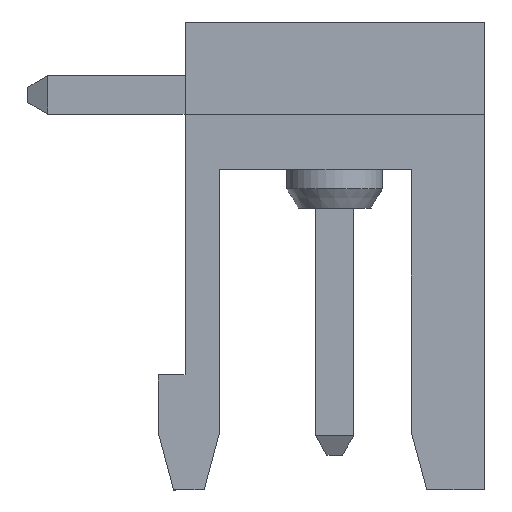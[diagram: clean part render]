
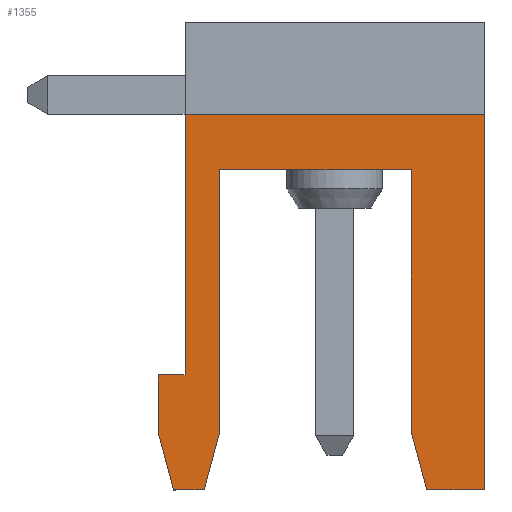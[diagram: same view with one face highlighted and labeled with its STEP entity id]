
A CAD part, front view. The second image highlights one B-rep face of the part: STEP entity #1355.
In plain terms, the highlighted planar face has unit normal (0, -1, 0).
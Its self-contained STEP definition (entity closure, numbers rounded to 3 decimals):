
#1355 = ADVANCED_FACE( '', ( #2945 ), #2946, .F. );
#2945 = FACE_OUTER_BOUND( '', #4763, .T. );
#2946 = PLANE( '', #4764 );
#4763 = EDGE_LOOP( '', ( #8574, #8575, #8576, #8577, #8578, #8579, #8580, #8581, #8582, #8583, #8584, #8585, #8586 ) );
#4764 = AXIS2_PLACEMENT_3D( '', #8587, #8588, #8589 );
#8574 = ORIENTED_EDGE( '', *, *, #12206, .F. );
#8575 = ORIENTED_EDGE( '', *, *, #12207, .T. );
#8576 = ORIENTED_EDGE( '', *, *, #11303, .F. );
#8577 = ORIENTED_EDGE( '', *, *, #12208, .F. );
#8578 = ORIENTED_EDGE( '', *, *, #12209, .F. );
#8579 = ORIENTED_EDGE( '', *, *, #11868, .F. );
#8580 = ORIENTED_EDGE( '', *, *, #12210, .F. );
#8581 = ORIENTED_EDGE( '', *, *, #11964, .F. );
#8582 = ORIENTED_EDGE( '', *, *, #12211, .F. );
#8583 = ORIENTED_EDGE( '', *, *, #12212, .F. );
#8584 = ORIENTED_EDGE( '', *, *, #11340, .F. );
#8585 = ORIENTED_EDGE( '', *, *, #12173, .T. );
#8586 = ORIENTED_EDGE( '', *, *, #11836, .T. );
#8587 = CARTESIAN_POINT( '', ( 59.301, 26.85, -9.8 ) );
#8588 = DIRECTION( '', ( 0., 1., 0. ) );
#8589 = DIRECTION( '', ( 1., 0., 0. ) );
#11303 = EDGE_CURVE( '', #13789, #13792, #13793, .T. );
#11340 = EDGE_CURVE( '', #13849, #13851, #13852, .T. );
#11836 = EDGE_CURVE( '', #14588, #14586, #14589, .T. );
#11868 = EDGE_CURVE( '', #14632, #14633, #14634, .T. );
#11964 = EDGE_CURVE( '', #14768, #14766, #14770, .T. );
#12173 = EDGE_CURVE( '', #13849, #14588, #15026, .T. );
#12206 = EDGE_CURVE( '', #15066, #14586, #15067, .T. );
#12207 = EDGE_CURVE( '', #15066, #13792, #15068, .T. );
#12208 = EDGE_CURVE( '', #15069, #13789, #15070, .T. );
#12209 = EDGE_CURVE( '', #14633, #15069, #15071, .T. );
#12210 = EDGE_CURVE( '', #14766, #14632, #15072, .T. );
#12211 = EDGE_CURVE( '', #15073, #14768, #15074, .T. );
#12212 = EDGE_CURVE( '', #13851, #15073, #15075, .T. );
#13789 = VERTEX_POINT( '', #17208 );
#13792 = VERTEX_POINT( '', #17212 );
#13793 = LINE( '', #17213, #17214 );
#13849 = VERTEX_POINT( '', #17298 );
#13851 = VERTEX_POINT( '', #17301 );
#13852 = LINE( '', #17302, #17303 );
#14586 = VERTEX_POINT( '', #18406 );
#14588 = VERTEX_POINT( '', #18409 );
#14589 = LINE( '', #18410, #18411 );
#14632 = VERTEX_POINT( '', #18471 );
#14633 = VERTEX_POINT( '', #18472 );
#14634 = LINE( '', #18473, #18474 );
#14766 = VERTEX_POINT( '', #18678 );
#14768 = VERTEX_POINT( '', #18681 );
#14770 = LINE( '', #18684, #18685 );
#15026 = LINE( '', #19076, #19077 );
#15066 = VERTEX_POINT( '', #19140 );
#15067 = LINE( '', #19141, #19142 );
#15068 = LINE( '', #19143, #19144 );
#15069 = VERTEX_POINT( '', #19145 );
#15070 = LINE( '', #19146, #19147 );
#15071 = LINE( '', #19148, #19149 );
#15072 = LINE( '', #19150, #19151 );
#15073 = VERTEX_POINT( '', #19152 );
#15074 = LINE( '', #19153, #19154 );
#15075 = LINE( '', #19155, #19156 );
#17208 = CARTESIAN_POINT( '', ( 66.303, 26.85, -9.8 ) );
#17212 = CARTESIAN_POINT( '', ( 65.901, 26.85, -8.3 ) );
#17213 = CARTESIAN_POINT( '', ( 65.901, 26.85, -8.3 ) );
#17214 = VECTOR( '', #20486, 1000. );
#17298 = CARTESIAN_POINT( '', ( 60.501, 26.85, -9.8 ) );
#17301 = CARTESIAN_POINT( '', ( 59.701, 26.85, -9.8 ) );
#17302 = CARTESIAN_POINT( '', ( 66.303, 26.85, -9.8 ) );
#17303 = VECTOR( '', #20516, 1000. );
#18406 = CARTESIAN_POINT( '', ( 60.901, 26.85, -1.45 ) );
#18409 = CARTESIAN_POINT( '', ( 60.901, 26.85, -8.307 ) );
#18410 = CARTESIAN_POINT( '', ( 60.901, 26.85, -9.8 ) );
#18411 = VECTOR( '', #20926, 1000. );
#18471 = CARTESIAN_POINT( '', ( 60., 26.85, 0. ) );
#18472 = CARTESIAN_POINT( '', ( 67.801, 26.85, 0. ) );
#18473 = CARTESIAN_POINT( '', ( 67.801, 26.85, 0. ) );
#18474 = VECTOR( '', #20956, 1000. );
#18678 = CARTESIAN_POINT( '', ( 60., 26.85, -6.8 ) );
#18681 = CARTESIAN_POINT( '', ( 59.301, 26.85, -6.8 ) );
#18684 = CARTESIAN_POINT( '', ( 59.901, 26.85, -6.8 ) );
#18685 = VECTOR( '', #21031, 1000. );
#19076 = CARTESIAN_POINT( '', ( 60.42, 26.85, -10.1 ) );
#19077 = VECTOR( '', #21176, 1000. );
#19140 = CARTESIAN_POINT( '', ( 65.901, 26.85, -1.45 ) );
#19141 = CARTESIAN_POINT( '', ( 59.301, 26.85, -1.45 ) );
#19142 = VECTOR( '', #21206, 1000. );
#19143 = CARTESIAN_POINT( '', ( 65.901, 26.85, -9.8 ) );
#19144 = VECTOR( '', #21207, 1000. );
#19145 = CARTESIAN_POINT( '', ( 67.801, 26.85, -9.8 ) );
#19146 = CARTESIAN_POINT( '', ( 66.303, 26.85, -9.8 ) );
#19147 = VECTOR( '', #21208, 1000. );
#19148 = CARTESIAN_POINT( '', ( 67.801, 26.85, -9.8 ) );
#19149 = VECTOR( '', #21209, 1000. );
#19150 = CARTESIAN_POINT( '', ( 60., 26.85, 0. ) );
#19151 = VECTOR( '', #21210, 1000. );
#19152 = CARTESIAN_POINT( '', ( 59.301, 26.85, -8.307 ) );
#19153 = CARTESIAN_POINT( '', ( 59.301, 26.85, -6.8 ) );
#19154 = VECTOR( '', #21211, 1000. );
#19155 = CARTESIAN_POINT( '', ( 59.301, 26.85, -8.307 ) );
#19156 = VECTOR( '', #21212, 1000. );
#20486 = DIRECTION( '', ( -0.259, 0., 0.966 ) );
#20516 = DIRECTION( '', ( -1., 0., 0. ) );
#20926 = DIRECTION( '', ( 0., 0., 1. ) );
#20956 = DIRECTION( '', ( 1., 0., 0. ) );
#21031 = DIRECTION( '', ( 1., 0., 0. ) );
#21176 = DIRECTION( '', ( 0.259, 0., 0.966 ) );
#21206 = DIRECTION( '', ( -1., 0., 0. ) );
#21207 = DIRECTION( '', ( 0., 0., -1. ) );
#21208 = DIRECTION( '', ( -1., 0., 0. ) );
#21209 = DIRECTION( '', ( 0., 0., -1. ) );
#21210 = DIRECTION( '', ( 0., 0., 1. ) );
#21211 = DIRECTION( '', ( 0., 0., 1. ) );
#21212 = DIRECTION( '', ( -0.259, 0., 0.966 ) );
